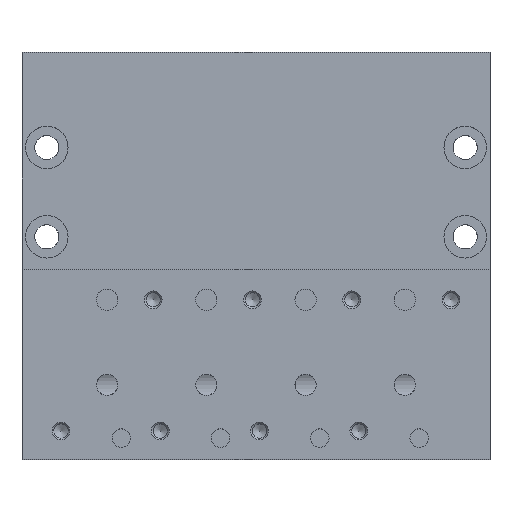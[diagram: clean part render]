
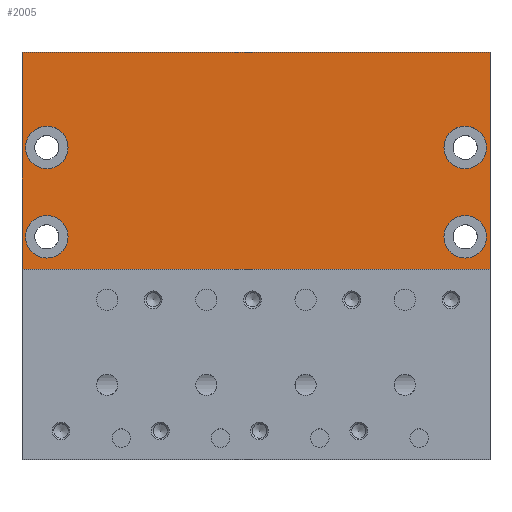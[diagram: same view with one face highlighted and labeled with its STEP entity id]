
A CAD part, top view. The second image highlights one B-rep face of the part: STEP entity #2005.
In plain terms, the highlighted planar face has unit normal (0, 0, 1).
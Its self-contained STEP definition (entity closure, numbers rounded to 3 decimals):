
#81=PLANE('',#2220);
#172=CIRCLE('',#2221,3.);
#173=CIRCLE('',#2222,3.);
#174=CIRCLE('',#2223,3.);
#175=CIRCLE('',#2224,3.);
#484=ORIENTED_EDGE('',*,*,#936,.T.);
#485=ORIENTED_EDGE('',*,*,#937,.T.);
#486=ORIENTED_EDGE('',*,*,#938,.T.);
#487=ORIENTED_EDGE('',*,*,#939,.T.);
#488=ORIENTED_EDGE('',*,*,#940,.T.);
#489=ORIENTED_EDGE('',*,*,#763,.F.);
#490=ORIENTED_EDGE('',*,*,#941,.F.);
#491=ORIENTED_EDGE('',*,*,#886,.T.);
#763=EDGE_CURVE('',#1017,#1014,#1213,.T.);
#886=EDGE_CURVE('',#1101,#1100,#1284,.T.);
#936=EDGE_CURVE('',#1134,#1134,#172,.T.);
#937=EDGE_CURVE('',#1135,#1135,#173,.T.);
#938=EDGE_CURVE('',#1136,#1136,#174,.T.);
#939=EDGE_CURVE('',#1137,#1137,#175,.T.);
#940=EDGE_CURVE('',#1100,#1014,#1318,.T.);
#941=EDGE_CURVE('',#1101,#1017,#1319,.T.);
#1014=VERTEX_POINT('',#3042);
#1017=VERTEX_POINT('',#3047);
#1100=VERTEX_POINT('',#3287);
#1101=VERTEX_POINT('',#3289);
#1134=VERTEX_POINT('',#3389);
#1135=VERTEX_POINT('',#3391);
#1136=VERTEX_POINT('',#3393);
#1137=VERTEX_POINT('',#3395);
#1213=LINE('',#3048,#1331);
#1284=LINE('',#3288,#1402);
#1318=LINE('',#3396,#1436);
#1319=LINE('',#3397,#1437);
#1331=VECTOR('',#2380,1000.);
#1402=VECTOR('',#2623,1000.);
#1436=VECTOR('',#2731,1000.);
#1437=VECTOR('',#2732,1000.);
#1511=EDGE_LOOP('',(#484));
#1512=EDGE_LOOP('',(#485));
#1513=EDGE_LOOP('',(#486));
#1514=EDGE_LOOP('',(#487));
#1515=EDGE_LOOP('',(#488,#489,#490,#491));
#1735=FACE_BOUND('',#1511,.T.);
#1736=FACE_BOUND('',#1512,.T.);
#1737=FACE_BOUND('',#1513,.T.);
#1738=FACE_BOUND('',#1514,.T.);
#1739=FACE_BOUND('',#1515,.T.);
#2005=ADVANCED_FACE('',(#1735,#1736,#1737,#1738,#1739),#81,.F.);
#2220=AXIS2_PLACEMENT_3D('',#3387,#2721,#2722);
#2221=AXIS2_PLACEMENT_3D('',#3388,#2723,#2724);
#2222=AXIS2_PLACEMENT_3D('',#3390,#2725,#2726);
#2223=AXIS2_PLACEMENT_3D('',#3392,#2727,#2728);
#2224=AXIS2_PLACEMENT_3D('',#3394,#2729,#2730);
#2380=DIRECTION('',(-1.,0.,0.));
#2623=DIRECTION('',(-1.,0.,0.));
#2721=DIRECTION('',(0.,0.,-1.));
#2722=DIRECTION('',(-1.,0.,0.));
#2723=DIRECTION('',(0.,0.,-1.));
#2724=DIRECTION('',(-1.,0.,0.));
#2725=DIRECTION('',(0.,0.,-1.));
#2726=DIRECTION('',(-1.,0.,0.));
#2727=DIRECTION('',(0.,0.,-1.));
#2728=DIRECTION('',(-1.,0.,0.));
#2729=DIRECTION('',(0.,0.,-1.));
#2730=DIRECTION('',(-1.,0.,0.));
#2731=DIRECTION('',(0.,-1.,0.));
#2732=DIRECTION('',(0.,-1.,0.));
#3042=CARTESIAN_POINT('',(-33.,26.8,10.));
#3047=CARTESIAN_POINT('',(33.,26.8,10.));
#3048=CARTESIAN_POINT('',(33.,26.8,10.));
#3287=CARTESIAN_POINT('',(-33.,57.4,10.));
#3288=CARTESIAN_POINT('',(33.,57.4,10.));
#3289=CARTESIAN_POINT('',(33.,57.4,10.));
#3387=CARTESIAN_POINT('',(33.,57.4,10.));
#3388=CARTESIAN_POINT('',(-29.5,44.,10.));
#3389=CARTESIAN_POINT('',(-32.5,44.,10.));
#3390=CARTESIAN_POINT('',(-29.5,31.4,10.));
#3391=CARTESIAN_POINT('',(-32.5,31.4,10.));
#3392=CARTESIAN_POINT('',(29.5,44.,10.));
#3393=CARTESIAN_POINT('',(26.5,44.,10.));
#3394=CARTESIAN_POINT('',(29.5,31.4,10.));
#3395=CARTESIAN_POINT('',(26.5,31.4,10.));
#3396=CARTESIAN_POINT('',(-33.,57.4,10.));
#3397=CARTESIAN_POINT('',(33.,57.4,10.));
